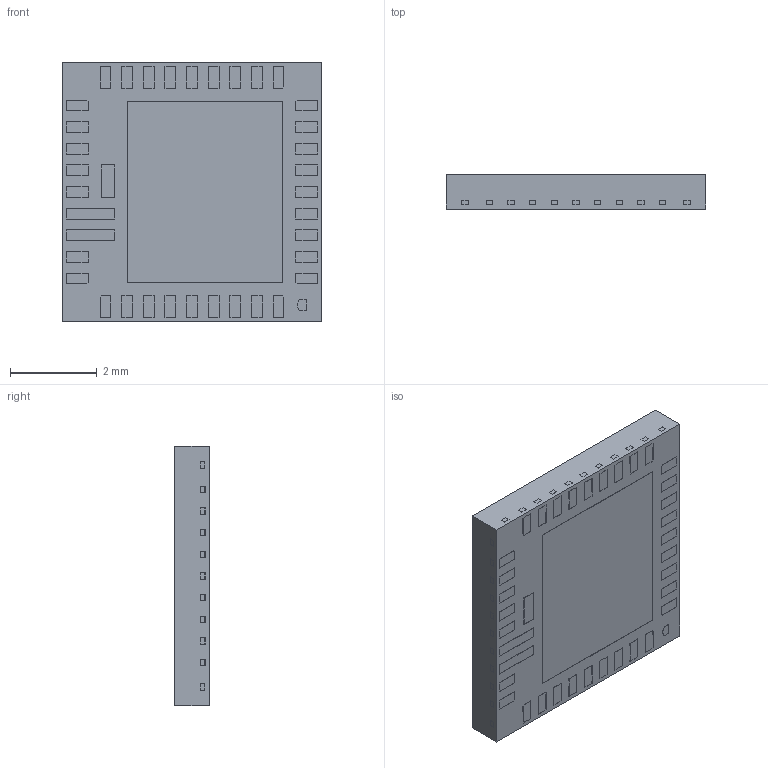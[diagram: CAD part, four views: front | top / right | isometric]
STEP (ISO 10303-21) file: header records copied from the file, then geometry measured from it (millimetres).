
FILE_DESCRIPTION((''),'2;1');
FILE_NAME('LQA36D_ASM','2012-02-09T',('CKXSSC'),(''),'PRO/ENGINEER BY PARAMETRIC TECHNOLOGY CORPORATION, 2011220','PRO/ENGINEER BY PARAMETRIC TECHNOLOGY CORPORATION, 2011220','');
FILE_SCHEMA(('AUTOMOTIVE_DESIGN_CC2 { 1 2 10303 214 -1 1 5 2 }'));
Length unit declared in the file: millimetre
Products named in the file (3): BODY_LQA36D_AF0; FRAME_LQA36D_AF0; LQA36D_ASM
Assembly tree (2 placements, depth 2):
  LQA36D_ASM
    BODY_LQA36D_AF0
    FRAME_LQA36D_AF0
Bounding box: 6 x 0.8 x 6 mm (x, y, z)
Volume: 28.8 mm3; surface area: 135.2 mm2
Topology: 84 solids, 84 shells, 1081 faces, 2490 edges, 1660 vertices
Faces by surface type: plane 919, cylinder 162
Entity records: 38505 total; most frequent: CARTESIAN_POINT 5752, ORIENTED_EDGE 4980, DIRECTION 4642, PRESENTATION_STYLE_ASSIGNMENT 2613, STYLED_ITEM 2574, CURVE_STYLE 2490, EDGE_CURVE 2490, VECTOR 2174
